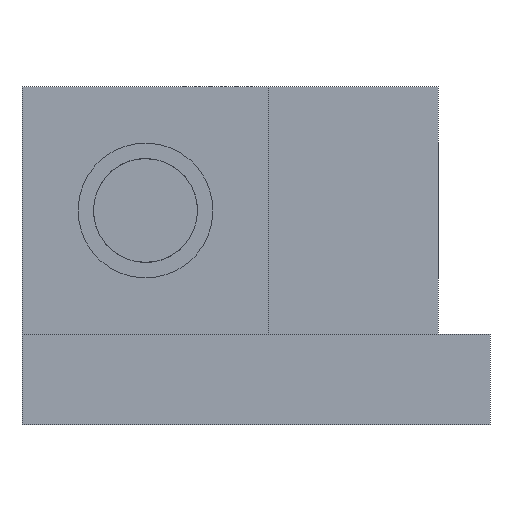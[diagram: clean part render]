
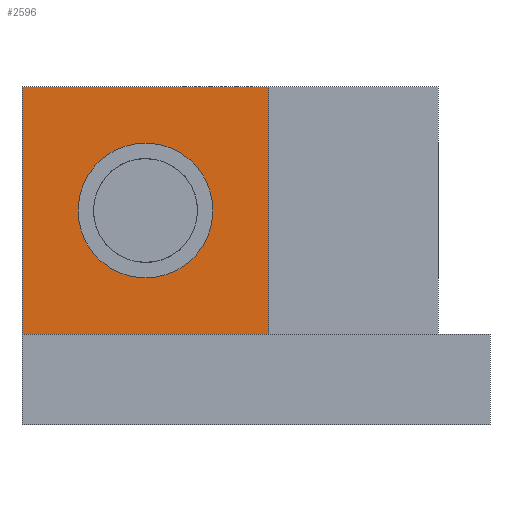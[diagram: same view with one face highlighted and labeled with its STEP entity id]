
A CAD part, front view. The second image highlights one B-rep face of the part: STEP entity #2596.
In plain terms, the highlighted planar face has unit normal (0, -1, 0).
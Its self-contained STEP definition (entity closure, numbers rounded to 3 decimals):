
#2292=CARTESIAN_POINT('Vertex',(-18.,-310.,14.5)) ;
#2295=CARTESIAN_POINT('Line Origine',(-8.5,-310.,14.5)) ;
#2299=CARTESIAN_POINT('Vertex',(1.,-310.,14.5)) ;
#2522=CARTESIAN_POINT('Line Origine',(-8.5,-310.,-4.5)) ;
#2526=CARTESIAN_POINT('Vertex',(-18.,-310.,-4.5)) ;
#2528=CARTESIAN_POINT('Vertex',(1.,-310.,-4.5)) ;
#2557=CARTESIAN_POINT('Axis2P3D Location',(0.,-310.,0.)) ;
#2562=CARTESIAN_POINT('Line Origine',(1.,-310.,5.)) ;
#2567=CARTESIAN_POINT('Line Origine',(-18.,-310.,5.)) ;
#2578=CARTESIAN_POINT('Axis2P3D Location',(-8.5,-310.,5.)) ;
#2582=CARTESIAN_POINT('Vertex',(-3.947,-310.,7.487)) ;
#2584=CARTESIAN_POINT('Vertex',(-13.053,-310.,2.513)) ;
#2587=CARTESIAN_POINT('Axis2P3D Location',(-8.5,-310.,5.)) ;
#2296=DIRECTION('Vector Direction',(-1.,0.,0.)) ;
#2523=DIRECTION('Vector Direction',(1.,0.,0.)) ;
#2558=DIRECTION('Axis2P3D Direction',(0.,1.,-0.)) ;
#2559=DIRECTION('Axis2P3D XDirection',(-1.,0.,0.)) ;
#2563=DIRECTION('Vector Direction',(0.,0.,-1.)) ;
#2568=DIRECTION('Vector Direction',(0.,0.,1.)) ;
#2579=DIRECTION('Axis2P3D Direction',(0.,1.,-0.)) ;
#2588=DIRECTION('Axis2P3D Direction',(0.,1.,-0.)) ;
#2560=AXIS2_PLACEMENT_3D('Plane Axis2P3D',#2557,#2558,#2559) ;
#2580=AXIS2_PLACEMENT_3D('Circle Axis2P3D',#2578,#2579,$) ;
#2589=AXIS2_PLACEMENT_3D('Circle Axis2P3D',#2587,#2588,$) ;
#2573=ORIENTED_EDGE('',*,*,#2530,.T.) ;
#2574=ORIENTED_EDGE('',*,*,#2566,.T.) ;
#2575=ORIENTED_EDGE('',*,*,#2301,.F.) ;
#2576=ORIENTED_EDGE('',*,*,#2571,.F.) ;
#2593=ORIENTED_EDGE('',*,*,#2586,.T.) ;
#2594=ORIENTED_EDGE('',*,*,#2591,.T.) ;
#2595=FACE_BOUND('',#2592,.T.) ;
#2297=VECTOR('Line Direction',#2296,1.) ;
#2524=VECTOR('Line Direction',#2523,1.) ;
#2564=VECTOR('Line Direction',#2563,1.) ;
#2569=VECTOR('Line Direction',#2568,1.) ;
#2596=ADVANCED_FACE('RAMPE_2',(#2577,#2595),#2561,.F.) ;
#2581=CIRCLE('generated circle',#2580,5.188) ;
#2590=CIRCLE('generated circle',#2589,5.188) ;
#2301=EDGE_CURVE('',#2293,#2300,#2298,.F.) ;
#2530=EDGE_CURVE('',#2527,#2529,#2525,.T.) ;
#2566=EDGE_CURVE('',#2529,#2300,#2565,.F.) ;
#2571=EDGE_CURVE('',#2527,#2293,#2570,.T.) ;
#2586=EDGE_CURVE('',#2583,#2585,#2581,.T.) ;
#2591=EDGE_CURVE('',#2585,#2583,#2590,.T.) ;
#2572=EDGE_LOOP('',(#2573,#2574,#2575,#2576)) ;
#2592=EDGE_LOOP('',(#2593,#2594)) ;
#2577=FACE_OUTER_BOUND('',#2572,.T.) ;
#2298=LINE('Line',#2295,#2297) ;
#2525=LINE('Line',#2522,#2524) ;
#2565=LINE('Line',#2562,#2564) ;
#2570=LINE('Line',#2567,#2569) ;
#2561=PLANE('Plane',#2560) ;
#2293=VERTEX_POINT('',#2292) ;
#2300=VERTEX_POINT('',#2299) ;
#2527=VERTEX_POINT('',#2526) ;
#2529=VERTEX_POINT('',#2528) ;
#2583=VERTEX_POINT('',#2582) ;
#2585=VERTEX_POINT('',#2584) ;
